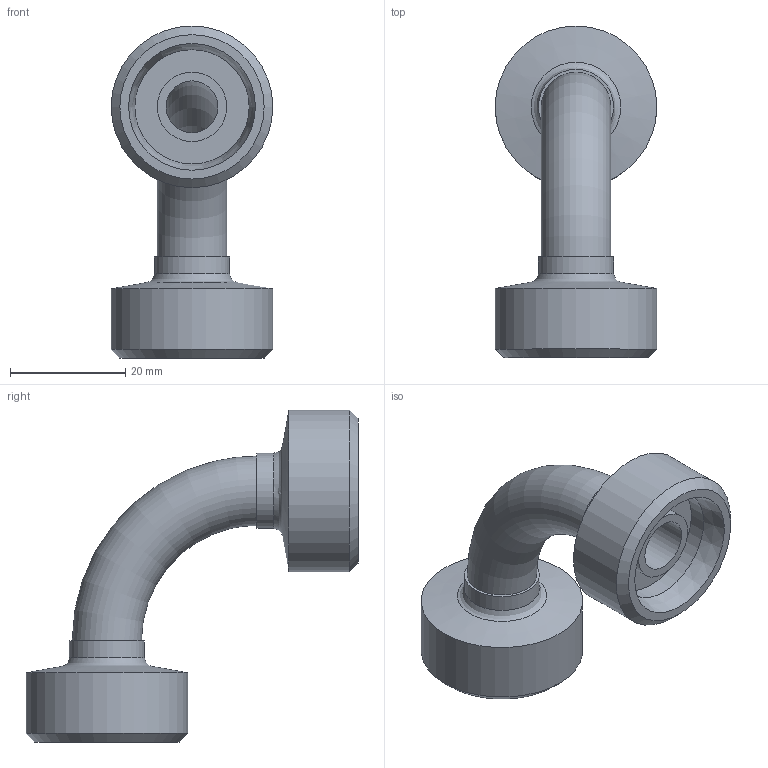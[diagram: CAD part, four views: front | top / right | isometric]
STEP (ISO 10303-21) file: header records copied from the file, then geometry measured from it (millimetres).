
FILE_DESCRIPTION((''),'2;1');
FILE_NAME('35500010X.stp','2010-08-13T10:41:06',('thilbrands'),(''),'Autodesk Inventor 2008','Autodesk Inventor 2008','');
FILE_SCHEMA(('AUTOMOTIVE_DESIGN { 1 0 10303 214 1 1 1 1 }'));
Length unit declared in the file: millimetre
Products named in the file (3): 355000101; 322000101-DN10; 113040101-DN10
Assembly tree (3 placements, depth 2):
  355000101
    322000101-DN10
    113040101-DN10  x2
Bounding box: 28 x 57.5 x 57.5 mm (x, y, z)
Volume: 13029.6 mm3; surface area: 9041.3 mm2
Topology: 3 solids, 3 shells, 30 faces, 50 edges, 30 vertices
Faces by surface type: plane 10, cylinder 10, cone 6, torus 2, bspline 2
Full cylindrical faces by diameter (mm): 9 x2, 12 x2, 13 x2, 19.8 x2, 28 x2
Entity records: 482 total; most frequent: CARTESIAN_POINT 101, DIRECTION 78, AXIS2_PLACEMENT_3D 39, ORIENTED_EDGE 34, EDGE_LOOP 34, VERTEX_POINT 17, CIRCLE 17, EDGE_CURVE 17
